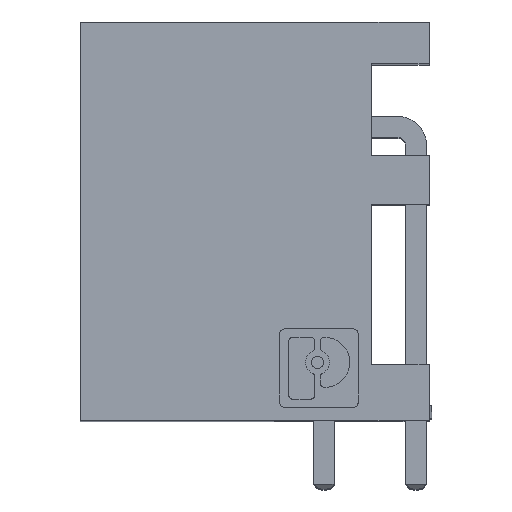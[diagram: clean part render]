
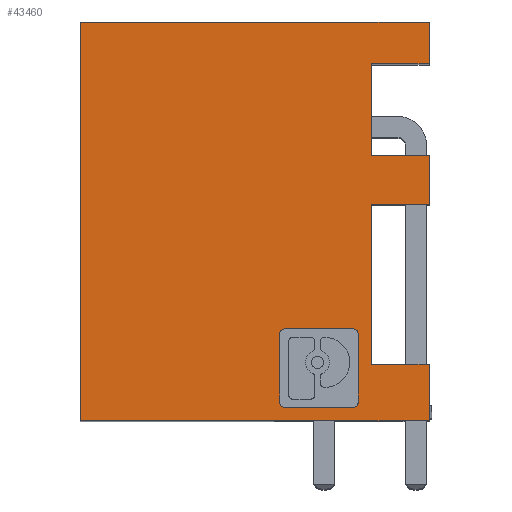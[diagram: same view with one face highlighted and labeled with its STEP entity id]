
A CAD part, top view. The second image highlights one B-rep face of the part: STEP entity #43460.
In plain terms, the highlighted face is planar.
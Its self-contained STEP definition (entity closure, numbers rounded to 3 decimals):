
#2340=CARTESIAN_POINT('',(-75.551,-17.017,
-8.275));
#2350=VERTEX_POINT('',#2340);
#2380=CARTESIAN_POINT('',(-75.551,0.,-8.275));
#2390=DIRECTION('',(0.,-1.,0.));
#2400=VECTOR('',#2390,1.);
#2410=LINE('',#2380,#2400);
#2420=CARTESIAN_POINT('',(-75.551,-14.867,
-8.275));
#2430=VERTEX_POINT('',#2420);
#2440=EDGE_CURVE('',#2430,#2350,#2410,.T.);
#10890=CARTESIAN_POINT('',(-72.641,-16.307,
-8.275));
#10900=DIRECTION('',(0.,0.,-1.));
#10910=DIRECTION('',(-1.,0.,0.));
#10920=AXIS2_PLACEMENT_3D('',#10890,#10900,#10910);
#10930=CIRCLE('',#10920,0.211);
#10940=CARTESIAN_POINT('',(-72.641,-16.517,
-8.275));
#10950=VERTEX_POINT('',#10940);
#10960=CARTESIAN_POINT('',(-72.851,-16.307,
-8.275));
#10970=VERTEX_POINT('',#10960);
#10980=EDGE_CURVE('',#10950,#10970,#10930,.T.);
#15780=CARTESIAN_POINT('',(-69.851,0.,-8.275));
#15790=DIRECTION('',(0.,-1.,0.));
#15800=VECTOR('',#15790,1.);
#15810=LINE('',#15780,#15800);
#15820=CARTESIAN_POINT('',(-69.851,-13.728,
-8.275));
#15830=VERTEX_POINT('',#15820);
#15840=CARTESIAN_POINT('',(-69.851,-16.307,
-8.275));
#15850=VERTEX_POINT('',#15840);
#15860=EDGE_CURVE('',#15830,#15850,#15810,.T.);
#17110=CARTESIAN_POINT('',(-70.062,-13.728,
-8.275));
#17120=DIRECTION('',(0.,0.,-1.));
#17130=DIRECTION('',(-1.,0.,0.));
#17140=AXIS2_PLACEMENT_3D('',#17110,#17120,#17130);
#17150=CIRCLE('',#17140,0.211);
#17160=CARTESIAN_POINT('',(-70.062,-13.517,
-8.275));
#17170=VERTEX_POINT('',#17160);
#17180=EDGE_CURVE('',#17170,#15830,#17150,.T.);
#20650=CARTESIAN_POINT('',(0.,-13.517,-8.275));
#20660=DIRECTION('',(1.,0.,0.));
#20670=VECTOR('',#20660,1.);
#20680=LINE('',#20650,#20670);
#20690=CARTESIAN_POINT('',(-72.641,-13.517,
-8.275));
#20700=VERTEX_POINT('',#20690);
#20710=EDGE_CURVE('',#20700,#17170,#20680,.T.);
#25440=CARTESIAN_POINT('',(-62.843,-5.817,
-8.275));
#25450=DIRECTION('',(0.,0.,-1.));
#25460=DIRECTION('',(0.,1.,0.));
#25470=AXIS2_PLACEMENT_3D('',#25440,#25450,#25460);
#25480=PLANE('',#25470);
#26300=CARTESIAN_POINT('',(-72.851,0.,-8.275));
#26310=DIRECTION('',(0.,1.,0.));
#26320=VECTOR('',#26310,1.);
#26330=LINE('',#26300,#26320);
#26340=CARTESIAN_POINT('',(-72.851,-13.728,
-8.275));
#26350=VERTEX_POINT('',#26340);
#26360=EDGE_CURVE('',#10970,#26350,#26330,.T.);
#28920=CARTESIAN_POINT('',(0.,-16.517,-8.275));
#28930=DIRECTION('',(-1.,0.,0.));
#28940=VECTOR('',#28930,1.);
#28950=LINE('',#28920,#28940);
#28960=CARTESIAN_POINT('',(-70.062,-16.517,
-8.275));
#28970=VERTEX_POINT('',#28960);
#28980=EDGE_CURVE('',#28970,#10950,#28950,.T.);
#30360=CARTESIAN_POINT('',(-75.551,-8.767,
-8.275));
#30370=VERTEX_POINT('',#30360);
#30400=CARTESIAN_POINT('',(-75.551,0.,-8.275));
#30410=DIRECTION('',(0.,-1.,0.));
#30420=VECTOR('',#30410,1.);
#30430=LINE('',#30400,#30420);
#30440=CARTESIAN_POINT('',(-75.551,-6.917,
-8.275));
#30450=VERTEX_POINT('',#30440);
#30460=EDGE_CURVE('',#30450,#30370,#30430,.T.);
#31740=CARTESIAN_POINT('',(-70.062,-16.307,
-8.275));
#31750=DIRECTION('',(0.,0.,-1.));
#31760=DIRECTION('',(-1.,0.,0.));
#31770=AXIS2_PLACEMENT_3D('',#31740,#31750,#31760);
#31780=CIRCLE('',#31770,0.211);
#31790=EDGE_CURVE('',#15850,#28970,#31780,.T.);
#37680=CARTESIAN_POINT('',(-72.641,-13.728,
-8.275));
#37690=DIRECTION('',(0.,0.,-1.));
#37700=DIRECTION('',(-1.,0.,0.));
#37710=AXIS2_PLACEMENT_3D('',#37680,#37690,#37700);
#37720=CIRCLE('',#37710,0.211);
#37730=EDGE_CURVE('',#26350,#20700,#37720,.T.);
#42560=CARTESIAN_POINT('',(0.,-1.817,-8.275));
#42570=DIRECTION('',(-1.,0.,0.));
#42580=VECTOR('',#42570,1.);
#42590=LINE('',#42560,#42580);
#42600=CARTESIAN_POINT('',(-62.251,-1.817,
-8.275));
#42610=VERTEX_POINT('',#42600);
#42620=CARTESIAN_POINT('',(-75.551,-1.817,
-8.275));
#42630=VERTEX_POINT('',#42620);
#42640=EDGE_CURVE('',#42610,#42630,#42590,.T.);
#42650=ORIENTED_EDGE('',*,*,#42640,.F.);
#42660=CARTESIAN_POINT('',(-75.551,0.,-8.275));
#42670=DIRECTION('',(0.,-1.,0.));
#42680=VECTOR('',#42670,1.);
#42690=LINE('',#42660,#42680);
#42700=CARTESIAN_POINT('',(-75.551,-3.417,
-8.275));
#42710=VERTEX_POINT('',#42700);
#42720=EDGE_CURVE('',#42630,#42710,#42690,.T.);
#42730=ORIENTED_EDGE('',*,*,#42720,.F.);
#42740=CARTESIAN_POINT('',(0.,-3.417,-8.275));
#42750=DIRECTION('',(1.,0.,0.));
#42760=VECTOR('',#42750,1.);
#42770=LINE('',#42740,#42760);
#42780=CARTESIAN_POINT('',(-73.351,-3.417,
-8.275));
#42790=VERTEX_POINT('',#42780);
#42800=EDGE_CURVE('',#42710,#42790,#42770,.T.);
#42810=ORIENTED_EDGE('',*,*,#42800,.F.);
#42820=CARTESIAN_POINT('',(-73.351,0.,-8.275));
#42830=DIRECTION('',(0.,-1.,0.));
#42840=VECTOR('',#42830,1.);
#42850=LINE('',#42820,#42840);
#42860=CARTESIAN_POINT('',(-73.351,-6.917,
-8.275));
#42870=VERTEX_POINT('',#42860);
#42880=EDGE_CURVE('',#42790,#42870,#42850,.T.);
#42890=ORIENTED_EDGE('',*,*,#42880,.F.);
#42900=CARTESIAN_POINT('',(0.,-6.917,-8.275));
#42910=DIRECTION('',(1.,0.,0.));
#42920=VECTOR('',#42910,1.);
#42930=LINE('',#42900,#42920);
#42940=EDGE_CURVE('',#30450,#42870,#42930,.T.);
#42950=ORIENTED_EDGE('',*,*,#42940,.T.);
#42960=ORIENTED_EDGE('',*,*,#30460,.F.);
#42970=CARTESIAN_POINT('',(0.,-8.767,-8.275));
#42980=DIRECTION('',(1.,0.,0.));
#42990=VECTOR('',#42980,1.);
#43000=LINE('',#42970,#42990);
#43010=CARTESIAN_POINT('',(-73.351,-8.767,
-8.275));
#43020=VERTEX_POINT('',#43010);
#43030=EDGE_CURVE('',#30370,#43020,#43000,.T.);
#43040=ORIENTED_EDGE('',*,*,#43030,.F.);
#43050=CARTESIAN_POINT('',(-73.351,0.,-8.275));
#43060=DIRECTION('',(0.,-1.,0.));
#43070=VECTOR('',#43060,1.);
#43080=LINE('',#43050,#43070);
#43090=CARTESIAN_POINT('',(-73.351,-14.867,
-8.275));
#43100=VERTEX_POINT('',#43090);
#43110=EDGE_CURVE('',#43020,#43100,#43080,.T.);
#43120=ORIENTED_EDGE('',*,*,#43110,.F.);
#43130=CARTESIAN_POINT('',(0.,-14.867,-8.275));
#43140=DIRECTION('',(-1.,0.,0.));
#43150=VECTOR('',#43140,1.);
#43160=LINE('',#43130,#43150);
#43170=EDGE_CURVE('',#43100,#2430,#43160,.T.);
#43180=ORIENTED_EDGE('',*,*,#43170,.F.);
#43190=ORIENTED_EDGE('',*,*,#2440,.F.);
#43200=CARTESIAN_POINT('',(0.,-17.017,-8.275));
#43210=DIRECTION('',(-1.,0.,0.));
#43220=VECTOR('',#43210,1.);
#43230=LINE('',#43200,#43220);
#43240=CARTESIAN_POINT('',(-62.251,-17.017,-8.275
));
#43250=VERTEX_POINT('',#43240);
#43260=EDGE_CURVE('',#43250,#2350,#43230,.T.);
#43270=ORIENTED_EDGE('',*,*,#43260,.T.);
#43280=CARTESIAN_POINT('',(-62.251,0.,-8.275));
#43290=DIRECTION('',(0.,1.,0.));
#43300=VECTOR('',#43290,1.);
#43310=LINE('',#43280,#43300);
#43320=EDGE_CURVE('',#43250,#42610,#43310,.T.);
#43330=ORIENTED_EDGE('',*,*,#43320,.F.);
#43340=EDGE_LOOP('',(#43330,#43270,#43190,#43180,#43120,#43040,#42960,
#42950,#42890,#42810,#42730,#42650));
#43350=FACE_OUTER_BOUND('',#43340,.T.);
#43360=ORIENTED_EDGE('',*,*,#15860,.F.);
#43370=ORIENTED_EDGE('',*,*,#31790,.F.);
#43380=ORIENTED_EDGE('',*,*,#28980,.F.);
#43390=ORIENTED_EDGE('',*,*,#10980,.F.);
#43400=ORIENTED_EDGE('',*,*,#26360,.F.);
#43410=ORIENTED_EDGE('',*,*,#37730,.F.);
#43420=ORIENTED_EDGE('',*,*,#20710,.F.);
#43430=ORIENTED_EDGE('',*,*,#17180,.F.);
#43440=EDGE_LOOP('',(#43430,#43420,#43410,#43400,#43390,#43380,#43370,
#43360));
#43450=FACE_BOUND('',#43440,.T.);
#43460=ADVANCED_FACE('',(#43350,#43450),#25480,.T.);
